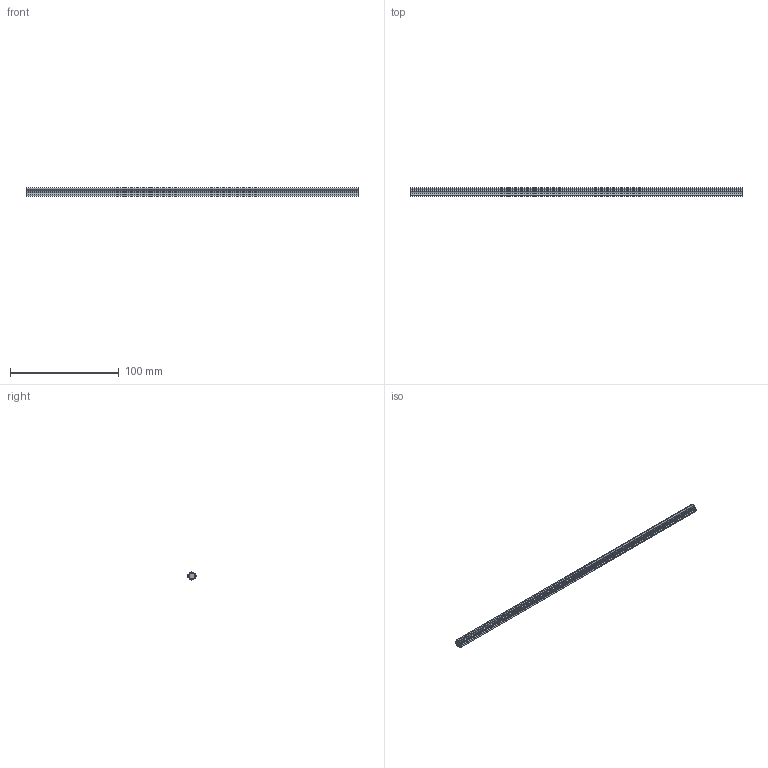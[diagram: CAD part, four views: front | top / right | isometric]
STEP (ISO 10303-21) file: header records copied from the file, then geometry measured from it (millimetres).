
FILE_DESCRIPTION (( 'STEP AP203' ), '1' );
FILE_NAME ('gs-20-0.6-11-1215.STEP', '2021-08-11T21:14:07', ( '' ), ( '' ), 'SwSTEP 2.0', 'SolidWorks 2021', '' );
FILE_SCHEMA (( 'CONFIG_CONTROL_DESIGN' ));
Length unit declared in the file: millimetre
Products named in the file (1): gs-20-0.6-11-1215
Bounding box: 304.8 x 7.67 x 7.74 mm (x, y, z)
Volume: 9645.2 mm3; surface area: 12954 mm2
Topology: 1 solids, 1 shells, 50 faces, 144 edges, 96 vertices
Faces by surface type: cylinder 48, plane 2
Entity records: 1781 total; most frequent: DIRECTION 342, CARTESIAN_POINT 291, ORIENTED_EDGE 288, AXIS2_PLACEMENT_3D 147, EDGE_CURVE 144, CIRCLE 96, VERTEX_POINT 96, FACE_OUTER_BOUND 50
